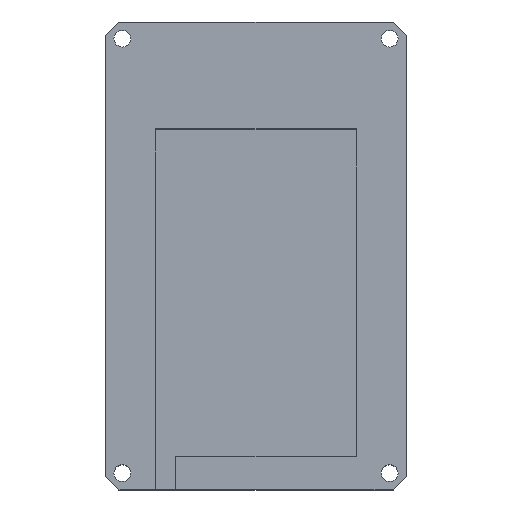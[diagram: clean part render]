
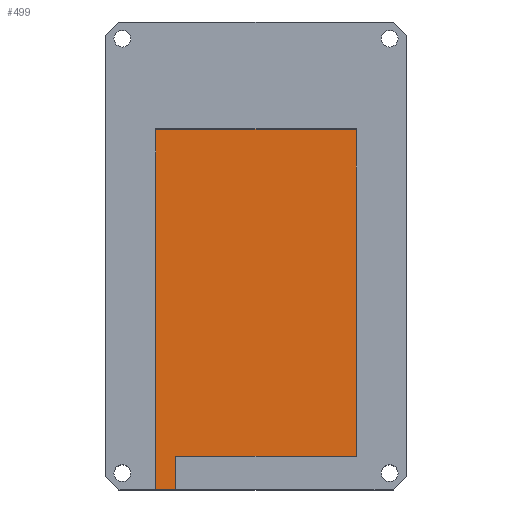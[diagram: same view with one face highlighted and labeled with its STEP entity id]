
A CAD part, top view. The second image highlights one B-rep face of the part: STEP entity #499.
In plain terms, the highlighted planar face has unit normal (0, 0, 1).
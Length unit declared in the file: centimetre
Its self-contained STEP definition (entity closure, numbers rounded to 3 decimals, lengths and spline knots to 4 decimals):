
#45 = CARTESIAN_POINT ( 'NONE',  ( -1.2, 0., 0. ) ) ;
#169 = ORIENTED_EDGE ( 'NONE', *, *, #548, .F. ) ;
#220 = VERTEX_POINT ( 'NONE', #279 ) ;
#221 = DIRECTION ( 'NONE',  ( 0., -1., 0. ) ) ;
#223 = DIRECTION ( 'NONE',  ( 1., 0., 0. ) ) ;
#232 = CARTESIAN_POINT ( 'NONE',  ( 1.5, -2.45, 0. ) ) ;
#245 = ORIENTED_EDGE ( 'NONE', *, *, #824, .T. ) ;
#256 = VECTOR ( 'NONE', #221, 100. ) ;
#264 = CARTESIAN_POINT ( 'NONE',  ( 1.5, 0., 0. ) ) ;
#279 = CARTESIAN_POINT ( 'NONE',  ( -1.5, 2.45, 0. ) ) ;
#289 = EDGE_CURVE ( 'NONE', #220, #760, #440, .T. ) ;
#293 = EDGE_LOOP ( 'NONE', ( #770, #750, #809, #169, #245, #1004 ) ) ;
#309 = CARTESIAN_POINT ( 'NONE',  ( 0., -2.45, 0. ) ) ;
#343 = VECTOR ( 'NONE', #587, 100. ) ;
#355 = CARTESIAN_POINT ( 'NONE',  ( 0., 2.45, 0. ) ) ;
#357 = CARTESIAN_POINT ( 'NONE',  ( 0., 0., 0. ) ) ;
#380 = CARTESIAN_POINT ( 'NONE',  ( -1.5, 0., 0. ) ) ;
#418 = LINE ( 'NONE', #590, #652 ) ;
#430 = VECTOR ( 'NONE', #546, 100. ) ;
#437 = CARTESIAN_POINT ( 'NONE',  ( -1.2, -2.45, 0. ) ) ;
#440 = LINE ( 'NONE', #355, #647 ) ;
#452 = CARTESIAN_POINT ( 'NONE',  ( -1.5, -2.95, 0. ) ) ;
#499 = ADVANCED_FACE ( 'NONE', ( #507 ), #835, .T. ) ;
#507 = FACE_OUTER_BOUND ( 'NONE', #293, .T. ) ;
#546 = DIRECTION ( 'NONE',  ( 1., 0., 0. ) ) ;
#548 = EDGE_CURVE ( 'NONE', #1011, #634, #807, .T. ) ;
#583 = DIRECTION ( 'NONE',  ( 0., 1., 0. ) ) ;
#587 = DIRECTION ( 'NONE',  ( 0., -1., 0. ) ) ;
#590 = CARTESIAN_POINT ( 'NONE',  ( 0., -2.95, 0. ) ) ;
#606 = VERTEX_POINT ( 'NONE', #232 ) ;
#631 = LINE ( 'NONE', #309, #430 ) ;
#634 = VERTEX_POINT ( 'NONE', #689 ) ;
#647 = VECTOR ( 'NONE', #674, 100. ) ;
#652 = VECTOR ( 'NONE', #223, 100. ) ;
#665 = DIRECTION ( 'NONE',  ( 0., 0., 1. ) ) ;
#668 = EDGE_CURVE ( 'NONE', #220, #836, #933, .T. ) ;
#674 = DIRECTION ( 'NONE',  ( 1., 0., 0. ) ) ;
#689 = CARTESIAN_POINT ( 'NONE',  ( -1.2, -2.95, 0. ) ) ;
#721 = EDGE_CURVE ( 'NONE', #606, #760, #983, .T. ) ;
#750 = ORIENTED_EDGE ( 'NONE', *, *, #668, .T. ) ;
#760 = VERTEX_POINT ( 'NONE', #923 ) ;
#770 = ORIENTED_EDGE ( 'NONE', *, *, #289, .F. ) ;
#807 = LINE ( 'NONE', #45, #343 ) ;
#809 = ORIENTED_EDGE ( 'NONE', *, *, #848, .T. ) ;
#824 = EDGE_CURVE ( 'NONE', #1011, #606, #631, .T. ) ;
#835 = PLANE ( 'NONE',  #926 ) ;
#836 = VERTEX_POINT ( 'NONE', #452 ) ;
#848 = EDGE_CURVE ( 'NONE', #836, #634, #418, .T. ) ;
#888 = DIRECTION ( 'NONE',  ( 1., 0., 0. ) ) ;
#892 = VECTOR ( 'NONE', #583, 100. ) ;
#923 = CARTESIAN_POINT ( 'NONE',  ( 1.5, 2.45, 0. ) ) ;
#926 = AXIS2_PLACEMENT_3D ( 'NONE', #357, #665, #888 ) ;
#933 = LINE ( 'NONE', #380, #256 ) ;
#983 = LINE ( 'NONE', #264, #892 ) ;
#1004 = ORIENTED_EDGE ( 'NONE', *, *, #721, .T. ) ;
#1011 = VERTEX_POINT ( 'NONE', #437 ) ;
